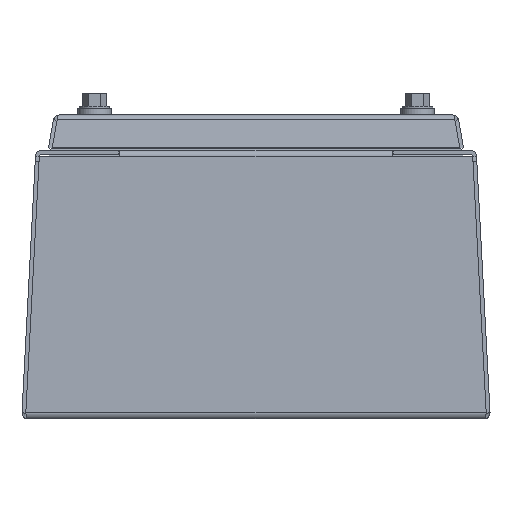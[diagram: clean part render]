
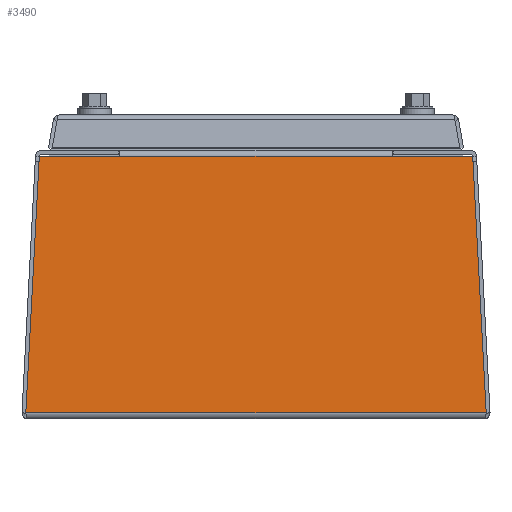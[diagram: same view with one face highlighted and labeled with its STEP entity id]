
A CAD part, left-side view. The second image highlights one B-rep face of the part: STEP entity #3490.
In plain terms, the highlighted planar face has unit normal (-0.999, 0, 0.052).
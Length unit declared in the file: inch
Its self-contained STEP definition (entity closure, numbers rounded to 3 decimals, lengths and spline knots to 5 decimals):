
#263 = DIRECTION ( 'NONE',  ( -0.999, 0., 0.052 ) ) ;
#716 = CARTESIAN_POINT ( 'NONE',  ( -4.77021, 3.23017, 3.9185 ) ) ;
#853 = CARTESIAN_POINT ( 'NONE',  ( -4.77021, -23.85702, 3.9185 ) ) ;
#1436 = EDGE_CURVE ( 'NONE', #14921, #14943, #9051, .T. ) ;
#1877 = LINE ( 'NONE', #853, #8349 ) ;
#2104 = DIRECTION ( 'NONE',  ( -0.052, 0.052, -0.997 ) ) ;
#2343 = ORIENTED_EDGE ( 'NONE', *, *, #9790, .T. ) ;
#2649 = FACE_OUTER_BOUND ( 'NONE', #15063, .T. ) ;
#3098 = ORIENTED_EDGE ( 'NONE', *, *, #7352, .T. ) ;
#3374 = AXIS2_PLACEMENT_3D ( 'NONE', #3578, #263, #9621 ) ;
#3490 = ADVANCED_FACE ( 'NONE', ( #2649 ), #8377, .T. ) ;
#3578 = CARTESIAN_POINT ( 'NONE',  ( -4.97242, -23.85702, 0.05998 ) ) ;
#5022 = ORIENTED_EDGE ( 'NONE', *, *, #1436, .T. ) ;
#5161 = CARTESIAN_POINT ( 'NONE',  ( -4.77021, -23.85702, 3.9185 ) ) ;
#5368 = CARTESIAN_POINT ( 'NONE',  ( -4.97082, -3.43079, 0.0905 ) ) ;
#5416 = VERTEX_POINT ( 'NONE', #8519 ) ;
#5491 = VECTOR ( 'NONE', #14923, 39.37008 ) ;
#5574 = ORIENTED_EDGE ( 'NONE', *, *, #12400, .T. ) ;
#5625 = DIRECTION ( 'NONE',  ( 0., 1., 0. ) ) ;
#5677 = CARTESIAN_POINT ( 'NONE',  ( -4.77021, 3.23017, 3.9185 ) ) ;
#5946 = LINE ( 'NONE', #12182, #13874 ) ;
#6092 = VECTOR ( 'NONE', #2104, 39.37008 ) ;
#7087 = LINE ( 'NONE', #8485, #11092 ) ;
#7352 = EDGE_CURVE ( 'NONE', #13653, #5416, #14001, .T. ) ;
#7353 = EDGE_CURVE ( 'NONE', #12980, #13653, #1877, .T. ) ;
#8349 = VECTOR ( 'NONE', #5625, 39.37008 ) ;
#8377 = PLANE ( 'NONE',  #3374 ) ;
#8461 = VECTOR ( 'NONE', #13673, 39.37008 ) ;
#8485 = CARTESIAN_POINT ( 'NONE',  ( -4.77021, -23.85702, 3.9185 ) ) ;
#8519 = CARTESIAN_POINT ( 'NONE',  ( -4.97082, 3.43079, 0.0905 ) ) ;
#8997 = EDGE_CURVE ( 'NONE', #10127, #5416, #5946, .T. ) ;
#9051 = LINE ( 'NONE', #5161, #8461 ) ;
#9621 = DIRECTION ( 'NONE',  ( 0.052, 0., 0.999 ) ) ;
#9716 = CARTESIAN_POINT ( 'NONE',  ( -4.97082, -3.43079, 0.0905 ) ) ;
#9790 = EDGE_CURVE ( 'NONE', #14943, #12980, #7087, .T. ) ;
#10059 = LINE ( 'NONE', #5368, #5491 ) ;
#10127 = VERTEX_POINT ( 'NONE', #9716 ) ;
#10750 = ORIENTED_EDGE ( 'NONE', *, *, #8997, .F. ) ;
#10767 = CARTESIAN_POINT ( 'NONE',  ( -4.77021, -3.23017, 3.9185 ) ) ;
#10902 = DIRECTION ( 'NONE',  ( 0., 1., 0. ) ) ;
#11092 = VECTOR ( 'NONE', #10902, 39.37008 ) ;
#12094 = CARTESIAN_POINT ( 'NONE',  ( -4.77021, -2.02773, 3.9185 ) ) ;
#12182 = CARTESIAN_POINT ( 'NONE',  ( -4.97082, -3.40194, 0.0905 ) ) ;
#12400 = EDGE_CURVE ( 'NONE', #10127, #14921, #10059, .T. ) ;
#12980 = VERTEX_POINT ( 'NONE', #14267 ) ;
#13292 = DIRECTION ( 'NONE',  ( 0., 1., 0. ) ) ;
#13653 = VERTEX_POINT ( 'NONE', #5677 ) ;
#13673 = DIRECTION ( 'NONE',  ( 0., 1., 0. ) ) ;
#13874 = VECTOR ( 'NONE', #13292, 39.37008 ) ;
#14001 = LINE ( 'NONE', #716, #6092 ) ;
#14267 = CARTESIAN_POINT ( 'NONE',  ( -4.77021, 2.02773, 3.9185 ) ) ;
#14469 = ORIENTED_EDGE ( 'NONE', *, *, #7353, .T. ) ;
#14921 = VERTEX_POINT ( 'NONE', #10767 ) ;
#14923 = DIRECTION ( 'NONE',  ( 0.052, 0.052, 0.997 ) ) ;
#14943 = VERTEX_POINT ( 'NONE', #12094 ) ;
#15063 = EDGE_LOOP ( 'NONE', ( #5022, #2343, #14469, #3098, #10750, #5574 ) ) ;
